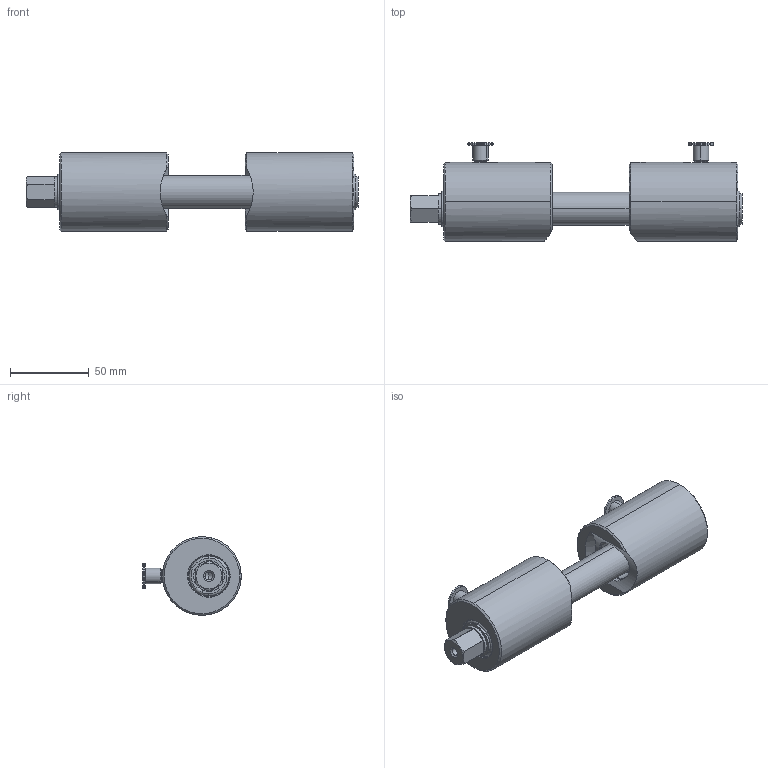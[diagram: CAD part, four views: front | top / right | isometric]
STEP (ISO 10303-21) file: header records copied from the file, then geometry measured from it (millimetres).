
FILE_DESCRIPTION (( 'STEP AP214' ), '1' );
FILE_NAME ('2000 201 Spannschloss (mech.) 50kN 063-040.SLDASM.STEP', '2014-05-27T09:26:34', ( '' ), ( '' ), 'SwSTEP 2.0', 'SolidWorks 2013', '' );
FILE_SCHEMA (( 'AUTOMOTIVE_DESIGN' ));
Length unit declared in the file: millimetre
Products named in the file (1): 2000 201 Spannschloss (mech.) 50kN 063-040.SLDASM
Bounding box: 210.9 x 62.5 x 50 mm (x, y, z)
Volume: 286193.6 mm3; surface area: 40770.3 mm2
Topology: 1 solids, 2 shells, 184 faces, 435 edges, 272 vertices
Faces by surface type: plane 70, cylinder 66, cone 38, torus 10
Entity records: 7031 total; most frequent: CARTESIAN_POINT 1436, DIRECTION 964, ORIENTED_EDGE 866, EDGE_CURVE 433, AXIS2_PLACEMENT_3D 380, VERTEX_POINT 272, EDGE_LOOP 207, LINE 204
